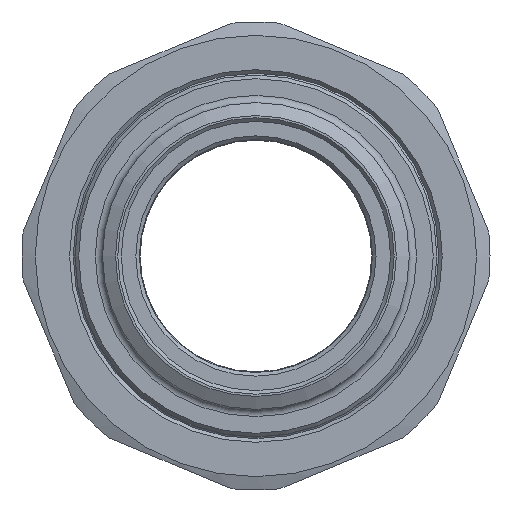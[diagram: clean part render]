
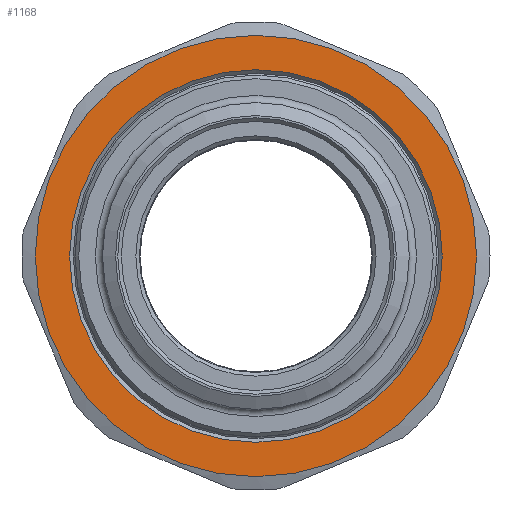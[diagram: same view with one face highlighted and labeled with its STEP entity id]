
A CAD part, left-side view. The second image highlights one B-rep face of the part: STEP entity #1168.
In plain terms, the highlighted planar face has unit normal (-1, 0, 0).
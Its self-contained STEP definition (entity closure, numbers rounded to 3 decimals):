
#38=FACE_BOUND('',#220,.T.);
#105=PLANE('',#1344);
#145=FACE_OUTER_BOUND('',#219,.T.);
#219=EDGE_LOOP('',(#895));
#220=EDGE_LOOP('',(#896));
#409=CIRCLE('',#1323,30.5);
#420=CIRCLE('',#1343,25.75);
#525=VERTEX_POINT('',#2022);
#534=VERTEX_POINT('',#2054);
#658=EDGE_CURVE('',#525,#525,#409,.T.);
#671=EDGE_CURVE('',#534,#534,#420,.T.);
#895=ORIENTED_EDGE('',*,*,#658,.T.);
#896=ORIENTED_EDGE('',*,*,#671,.F.);
#1168=ADVANCED_FACE('',(#145,#38),#105,.F.);
#1323=AXIS2_PLACEMENT_3D('',#2024,#1555,#1556);
#1343=AXIS2_PLACEMENT_3D('',#2055,#1597,#1598);
#1344=AXIS2_PLACEMENT_3D('',#2057,#1600,#1601);
#1555=DIRECTION('center_axis',(-1.,0.,0.));
#1556=DIRECTION('ref_axis',(0.,1.,0.));
#1597=DIRECTION('center_axis',(-1.,0.,0.));
#1598=DIRECTION('ref_axis',(0.,-1.,0.));
#1600=DIRECTION('center_axis',(1.,0.,0.));
#1601=DIRECTION('ref_axis',(0.,0.,-1.));
#2022=CARTESIAN_POINT('',(-20.,-30.5,0.));
#2024=CARTESIAN_POINT('Origin',(-20.,0.,0.));
#2054=CARTESIAN_POINT('',(-20.,25.75,0.));
#2055=CARTESIAN_POINT('Origin',(-20.,0.,0.));
#2057=CARTESIAN_POINT('Origin',(-20.,0.,0.));
